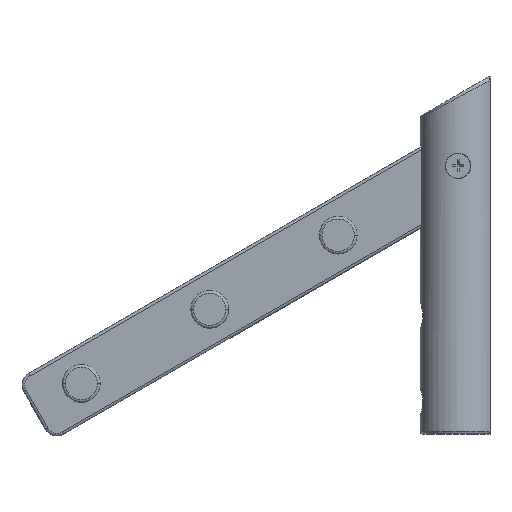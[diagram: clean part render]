
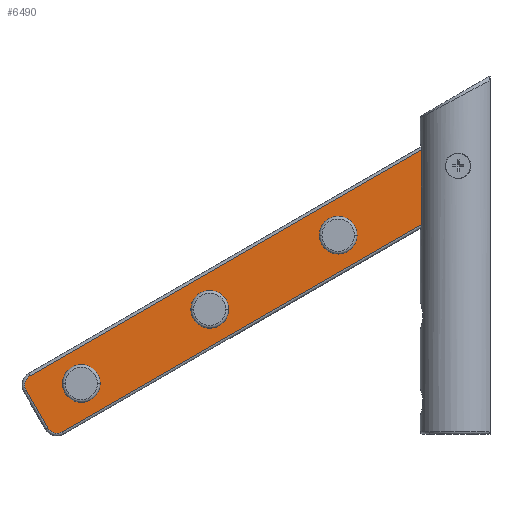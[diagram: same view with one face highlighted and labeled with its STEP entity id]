
A CAD part, top view. The second image highlights one B-rep face of the part: STEP entity #6490.
In plain terms, the highlighted planar face has unit normal (0, 0, 1).
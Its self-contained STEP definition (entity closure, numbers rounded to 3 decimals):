
#5320=CARTESIAN_POINT('',(0.,0.,5.));
#5330=DIRECTION('',(0.,0.,1.));
#5340=DIRECTION('',(1.,0.,0.));
#5350=AXIS2_PLACEMENT_3D('',#5320,#5330,#5340);
#5360=PLANE('',#5350);
#5370=CARTESIAN_POINT('',(-92.093,-70.49,5.));
#5380=DIRECTION('',(0.,0.,-1.));
#5390=DIRECTION('',(-1.,0.,0.));
#5400=AXIS2_PLACEMENT_3D('',#5370,#5380,#5390);
#5410=CIRCLE('',#5400,2.1);
#5420=CARTESIAN_POINT('',(-94.193,-70.49,5.));
#5430=VERTEX_POINT('',#5420);
#5440=CARTESIAN_POINT('',(-89.993,-70.49,5.));
#5450=VERTEX_POINT('',#5440);
#5460=EDGE_CURVE('',#5430,#5450,#5410,.T.);
#5470=ORIENTED_EDGE('',*,*,#5460,.T.);
#5480=EDGE_CURVE('',#5450,#5430,#5410,.T.);
#5490=ORIENTED_EDGE('',*,*,#5480,.T.);
#5500=EDGE_LOOP('',(#5490,#5470));
#5510=FACE_BOUND('',#5500,.T.);
#5520=CARTESIAN_POINT('',(-139.724,-97.99,5.));
#5530=DIRECTION('',(0.,0.,-1.));
#5540=DIRECTION('',(-1.,0.,0.));
#5550=AXIS2_PLACEMENT_3D('',#5520,#5530,#5540);
#5560=CIRCLE('',#5550,2.1);
#5570=CARTESIAN_POINT('',(-141.824,-97.99,5.));
#5580=VERTEX_POINT('',#5570);
#5590=CARTESIAN_POINT('',(-137.624,-97.99,5.));
#5600=VERTEX_POINT('',#5590);
#5610=EDGE_CURVE('',#5580,#5600,#5560,.T.);
#5620=ORIENTED_EDGE('',*,*,#5610,.T.);
#5630=EDGE_CURVE('',#5600,#5580,#5560,.T.);
#5640=ORIENTED_EDGE('',*,*,#5630,.T.);
#5650=EDGE_LOOP('',(#5640,#5620));
#5660=FACE_BOUND('',#5650,.T.);
#5670=CARTESIAN_POINT('',(-44.462,-42.99,5.));
#5680=DIRECTION('',(0.,0.,-1.));
#5690=DIRECTION('',(-1.,0.,0.));
#5700=AXIS2_PLACEMENT_3D('',#5670,#5680,#5690);
#5710=CIRCLE('',#5700,2.1);
#5720=CARTESIAN_POINT('',(-46.562,-42.99,5.));
#5730=VERTEX_POINT('',#5720);
#5740=CARTESIAN_POINT('',(-42.362,-42.99,5.));
#5750=VERTEX_POINT('',#5740);
#5760=EDGE_CURVE('',#5730,#5750,#5710,.T.);
#5770=ORIENTED_EDGE('',*,*,#5760,.T.);
#5780=EDGE_CURVE('',#5750,#5730,#5710,.T.);
#5790=ORIENTED_EDGE('',*,*,#5780,.T.);
#5800=EDGE_LOOP('',(#5790,#5770));
#5810=FACE_BOUND('',#5800,.T.);
#5820=CARTESIAN_POINT('',(0.,-31.177,5.));
#5830=DIRECTION('',(0.866,0.5,0.));
#5840=VECTOR('',#5830,1.);
#5850=LINE('',#5820,#5840);
#5860=CARTESIAN_POINT('',(-146.715,-115.883,5.));
#5870=VERTEX_POINT('',#5860);
#5880=CARTESIAN_POINT('',(11.36,-24.618,5.));
#5890=VERTEX_POINT('',#5880);
#5900=EDGE_CURVE('',#5870,#5890,#5850,.T.);
#5910=ORIENTED_EDGE('',*,*,#5900,.T.);
#5920=CARTESIAN_POINT('',(-148.715,-112.419,5.));
#5930=DIRECTION('',(0.,0.,1.));
#5940=DIRECTION('',(1.,0.,0.));
#5950=AXIS2_PLACEMENT_3D('',#5920,#5930,#5940);
#5960=CIRCLE('',#5950,4.);
#5970=CARTESIAN_POINT('',(-152.179,-114.419,5.));
#5980=VERTEX_POINT('',#5970);
#5990=EDGE_CURVE('',#5980,#5870,#5960,.T.);
#6000=ORIENTED_EDGE('',*,*,#5990,.T.);
#6010=CARTESIAN_POINT('',(-218.238,0.,5.));
#6020=DIRECTION('',(0.5,-0.866,0.));
#6030=VECTOR('',#6020,1.);
#6040=LINE('',#6010,#6030);
#6050=CARTESIAN_POINT('',(-160.179,-100.562,5.));
#6060=VERTEX_POINT('',#6050);
#6070=EDGE_CURVE('',#6060,#5980,#6040,.T.);
#6080=ORIENTED_EDGE('',*,*,#6070,.T.);
#6090=CARTESIAN_POINT('',(-156.715,-98.562,5.));
#6100=DIRECTION('',(0.,0.,-1.));
#6110=DIRECTION('',(-1.,0.,0.));
#6120=AXIS2_PLACEMENT_3D('',#6090,#6100,#6110);
#6130=CIRCLE('',#6120,4.);
#6140=CARTESIAN_POINT('',(-158.715,-95.098,5.));
#6150=VERTEX_POINT('',#6140);
#6160=EDGE_CURVE('',#6060,#6150,#6130,.T.);
#6170=ORIENTED_EDGE('',*,*,#6160,.F.);
#6180=CARTESIAN_POINT('',(0.,-3.464,5.));
#6190=DIRECTION('',(-0.866,-0.5,0.));
#6200=VECTOR('',#6190,1.);
#6210=LINE('',#6180,#6200);
#6220=CARTESIAN_POINT('',(11.36,3.095,5.));
#6230=VERTEX_POINT('',#6220);
#6240=EDGE_CURVE('',#6230,#6150,#6210,.T.);
#6250=ORIENTED_EDGE('',*,*,#6240,.T.);
#6260=CARTESIAN_POINT('',(11.36,0.,5.));
#6270=DIRECTION('',(0.,1.,0.));
#6280=VECTOR('',#6270,1.);
#6290=LINE('',#6260,#6280);
#6300=EDGE_CURVE('',#5890,#6230,#6290,.T.);
#6310=ORIENTED_EDGE('',*,*,#6300,.T.);
#6320=EDGE_LOOP('',(#6310,#6250,#6170,#6080,#6000,#5910));
#6330=FACE_OUTER_BOUND('',#6320,.T.);
#6340=CARTESIAN_POINT('',(0.,-17.274,5.));
#6350=DIRECTION('',(0.,0.,1.));
#6360=DIRECTION('',(1.,0.,0.));
#6370=AXIS2_PLACEMENT_3D('',#6340,#6350,#6360);
#6380=CIRCLE('',#6370,2.1);
#6390=CARTESIAN_POINT('',(2.1,-17.274,5.));
#6400=VERTEX_POINT('',#6390);
#6410=CARTESIAN_POINT('',(-2.1,-17.274,5.));
#6420=VERTEX_POINT('',#6410);
#6430=EDGE_CURVE('',#6400,#6420,#6380,.T.);
#6440=ORIENTED_EDGE('',*,*,#6430,.F.);
#6450=EDGE_CURVE('',#6420,#6400,#6380,.T.);
#6460=ORIENTED_EDGE('',*,*,#6450,.F.);
#6470=EDGE_LOOP('',(#6460,#6440));
#6480=FACE_BOUND('',#6470,.T.);
#6490=ADVANCED_FACE('',(#5510,#5660,#5810,#6330,#6480),#5360,.T.);
